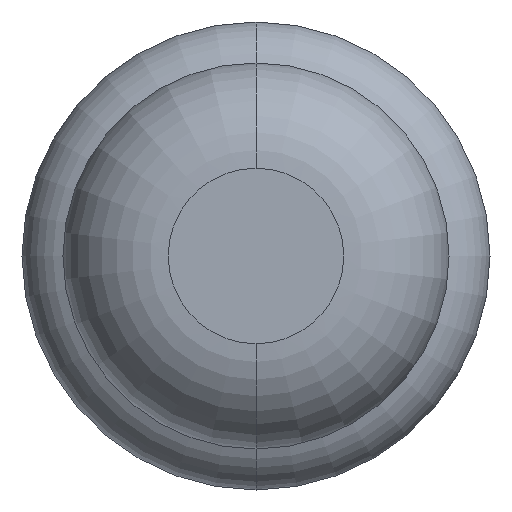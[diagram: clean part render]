
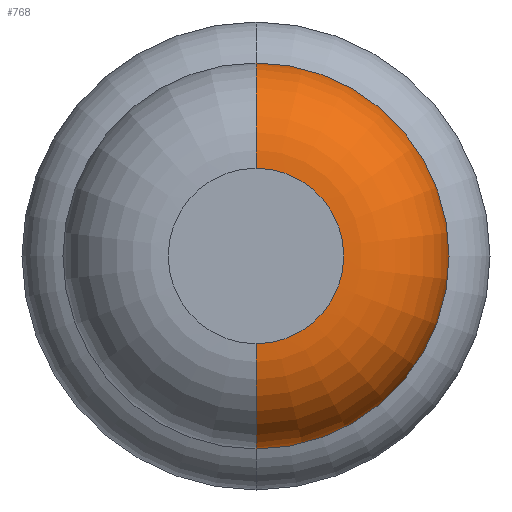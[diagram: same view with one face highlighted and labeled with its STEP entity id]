
A CAD part, front view. The second image highlights one B-rep face of the part: STEP entity #768.
In plain terms, the highlighted toroidal (fillet/blend) face has major radius 0.375 mm and minor radius 0.45 mm.
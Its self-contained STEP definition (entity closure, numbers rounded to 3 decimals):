
#39 = CARTESIAN_POINT ( 'NONE',  ( 0., -27.4, 0. ) ) ;
#43 = CARTESIAN_POINT ( 'NONE',  ( 0., -26.95, 0.375 ) ) ;
#81 = DIRECTION ( 'NONE',  ( 0., 0., 1. ) ) ;
#233 = AXIS2_PLACEMENT_3D ( 'NONE', #39, #272, #394 ) ;
#272 = DIRECTION ( 'NONE',  ( 0., 1., 0. ) ) ;
#394 = DIRECTION ( 'NONE',  ( 0., 0., 1. ) ) ;
#434 = DIRECTION ( 'NONE',  ( 0., 0., 1. ) ) ;
#768 = ADVANCED_FACE ( 'Defeature ausgef�hrt1_5', ( #2424 ), #2689, .T. ) ;
#828 = AXIS2_PLACEMENT_3D ( 'NONE', #3131, #2552, #935 ) ;
#935 = DIRECTION ( 'NONE',  ( 0., 0., -1. ) ) ;
#978 = AXIS2_PLACEMENT_3D ( 'NONE', #43, #2280, #1989 ) ;
#1014 = CARTESIAN_POINT ( 'NONE',  ( 0., -27.4, 0.375 ) ) ;
#1267 = VERTEX_POINT ( 'NONE', #1893 ) ;
#1302 = CIRCLE ( 'NONE', #978, 0.45 ) ;
#1309 = CARTESIAN_POINT ( 'NONE',  ( 0., -26.95, 0. ) ) ;
#1646 = ORIENTED_EDGE ( 'NONE', *, *, #3344, .T. ) ;
#1717 = CARTESIAN_POINT ( 'NONE',  ( 0., -26.95, -0.825 ) ) ;
#1774 = CIRCLE ( 'NONE', #828, 0.45 ) ;
#1807 = DIRECTION ( 'NONE',  ( 0., 1., 0. ) ) ;
#1812 = CIRCLE ( 'NONE', #3007, 0.825 ) ;
#1818 = VERTEX_POINT ( 'NONE', #1918 ) ;
#1893 = CARTESIAN_POINT ( 'NONE',  ( 0., -26.95, 0.825 ) ) ;
#1918 = CARTESIAN_POINT ( 'NONE',  ( 0., -27.4, -0.375 ) ) ;
#1950 = EDGE_CURVE ( 'NONE', #1818, #3073, #1774, .T. ) ;
#1989 = DIRECTION ( 'NONE',  ( 0., 0., 1. ) ) ;
#2280 = DIRECTION ( 'NONE',  ( -1., 0., 0. ) ) ;
#2387 = VERTEX_POINT ( 'NONE', #1014 ) ;
#2424 = FACE_OUTER_BOUND ( 'NONE', #2431, .T. ) ;
#2431 = EDGE_LOOP ( 'NONE', ( #1646, #2544, #3170, #2574 ) ) ;
#2544 = ORIENTED_EDGE ( 'NONE', *, *, #1950, .T. ) ;
#2552 = DIRECTION ( 'NONE',  ( 1., 0., 0. ) ) ;
#2574 = ORIENTED_EDGE ( 'NONE', *, *, #3011, .F. ) ;
#2689 = TOROIDAL_SURFACE ( 'NONE', #2763, 0.375, 0.45 ) ;
#2729 = CIRCLE ( 'NONE', #233, 0.375 ) ;
#2763 = AXIS2_PLACEMENT_3D ( 'NONE', #1309, #1807, #434 ) ;
#3007 = AXIS2_PLACEMENT_3D ( 'NONE', #3400, #3120, #81 ) ;
#3011 = EDGE_CURVE ( 'NONE', #2387, #1267, #1302, .T. ) ;
#3073 = VERTEX_POINT ( 'NONE', #1717 ) ;
#3120 = DIRECTION ( 'NONE',  ( 0., 1., 0. ) ) ;
#3131 = CARTESIAN_POINT ( 'NONE',  ( 0., -26.95, -0.375 ) ) ;
#3170 = ORIENTED_EDGE ( 'NONE', *, *, #3475, .F. ) ;
#3344 = EDGE_CURVE ( 'Defeature ausgef�hrt1_5+Defeature ausgef�hrt1_4+Defeature ausgef�hrt1_4+Defeature ausgef�hrt1_4', #2387, #1818, #2729, .T. ) ;
#3400 = CARTESIAN_POINT ( 'NONE',  ( 0., -26.95, 0. ) ) ;
#3475 = EDGE_CURVE ( 'Defeature ausgef�hrt1_6+Defeature ausgef�hrt1_5+Defeature ausgef�hrt1_5+Defeature ausgef�hrt1_5', #1267, #3073, #1812, .T. ) ;
